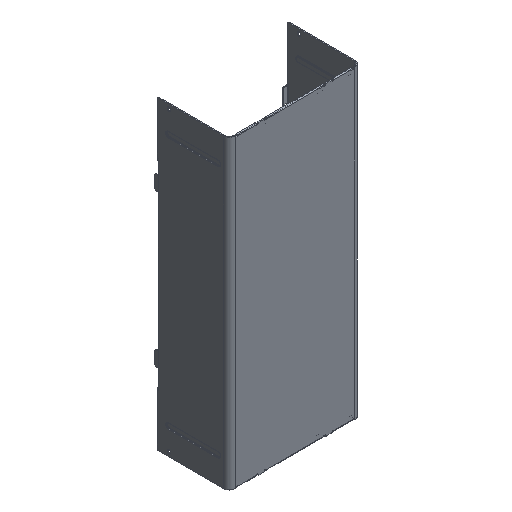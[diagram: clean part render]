
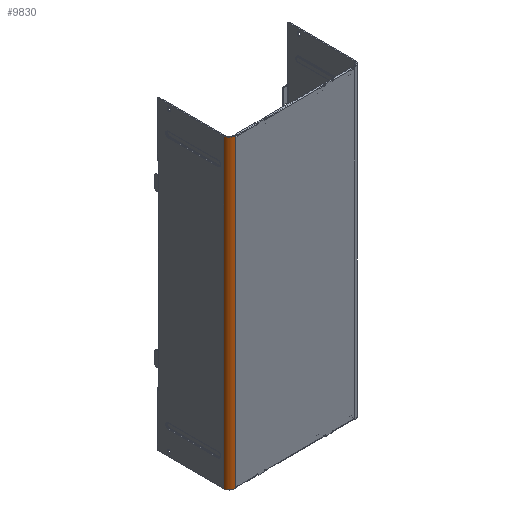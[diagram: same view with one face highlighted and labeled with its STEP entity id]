
A CAD part, isometric view. The second image highlights one B-rep face of the part: STEP entity #9830.
In plain terms, the highlighted cylindrical face has radius 6 mm (diameter 12 mm), a partial arc.
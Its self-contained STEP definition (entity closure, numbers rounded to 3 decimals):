
#2445=CARTESIAN_POINT('',(-62.,-99.,158.066));
#2446=CARTESIAN_POINT('',(-62.074,-99.,158.109));
#2447=CARTESIAN_POINT('',(-62.231,-98.997,
158.175));
#2448=CARTESIAN_POINT('',(-62.407,-98.987,158.2));
#2449=CARTESIAN_POINT('',(-62.5,-98.979,158.2));
#2451=DIRECTION('',(0.,0.,1.));
#2452=VECTOR('',#2451,316.132);
#2453=CARTESIAN_POINT('',(-62.,-99.,-158.066));
#2454=LINE('',#2453,#2452);
#2455=CARTESIAN_POINT('',(-62.5,-98.979,-158.2));
#2456=CARTESIAN_POINT('',(-62.411,-98.987,-158.2));
#2457=CARTESIAN_POINT('',(-62.238,-98.997,
-158.177));
#2458=CARTESIAN_POINT('',(-62.077,-99.,-158.111));
#2459=CARTESIAN_POINT('',(-62.,-99.,-158.066));
#2470=CARTESIAN_POINT('',(-62.,-93.,-158.2));
#2471=DIRECTION('',(0.,0.,-1.));
#2472=DIRECTION('',(-0.083,-0.997,0.));
#2473=AXIS2_PLACEMENT_3D('',#2470,#2471,#2472);
#2604=DIRECTION('',(0.,0.,1.));
#2605=VECTOR('',#2604,316.4);
#2606=CARTESIAN_POINT('',(-68.,-93.,-158.2));
#2607=LINE('',#2606,#2605);
#3859=CARTESIAN_POINT('',(-62.,-93.,158.2));
#3860=DIRECTION('',(0.,0.,-1.));
#3861=DIRECTION('',(-0.083,-0.997,0.));
#3862=AXIS2_PLACEMENT_3D('',#3859,#3860,#3861);
#4387=CARTESIAN_POINT('',(-68.,-93.,-158.2));
#4388=CARTESIAN_POINT('',(-68.,-93.,158.2));
#4389=VERTEX_POINT('',#4387);
#4390=VERTEX_POINT('',#4388);
#5013=CARTESIAN_POINT('',(-62.5,-98.979,-158.2));
#5014=VERTEX_POINT('',#5013);
#5015=VERTEX_POINT('',#2459);
#5188=CARTESIAN_POINT('',(-62.,-99.,158.066));
#5189=VERTEX_POINT('',#5188);
#5190=VERTEX_POINT('',#2449);
#9814=CARTESIAN_POINT('',(-62.,-93.,-158.2));
#9815=DIRECTION('',(0.,0.,1.));
#9816=DIRECTION('',(-1.,0.,0.));
#9817=AXIS2_PLACEMENT_3D('',#9814,#9815,#9816);
#9818=CYLINDRICAL_SURFACE('',#9817,6.);
#9819=ORIENTED_EDGE('',*,*,#9303,.F.);
#9820=ORIENTED_EDGE('',*,*,#8571,.F.);
#9821=ORIENTED_EDGE('',*,*,#9268,.F.);
#9823=ORIENTED_EDGE('',*,*,#9822,.T.);
#9825=ORIENTED_EDGE('',*,*,#9824,.T.);
#9827=ORIENTED_EDGE('',*,*,#9826,.F.);
#9828=EDGE_LOOP('',(#9819,#9820,#9821,#9823,#9825,#9827));
#9829=FACE_OUTER_BOUND('',#9828,.F.);
#9830=ADVANCED_FACE('',(#9829),#9818,.T.);
#2450=B_SPLINE_CURVE_WITH_KNOTS('',3,(#2445,#2446,#2447,#2448,#2449),
.UNSPECIFIED.,.F.,.F.,(4,1,4),(0.,0.5,1.),.UNSPECIFIED.);
#2460=B_SPLINE_CURVE_WITH_KNOTS('',3,(#2455,#2456,#2457,#2458,#2459),
.UNSPECIFIED.,.F.,.F.,(4,1,4),(0.,0.5,1.),.UNSPECIFIED.);
#2474=CIRCLE('',#2473,6.);
#3863=CIRCLE('',#3862,6.);
#8571=EDGE_CURVE('',#5015,#5189,#2454,.T.);
#9268=EDGE_CURVE('',#5014,#5015,#2460,.T.);
#9303=EDGE_CURVE('',#5189,#5190,#2450,.T.);
#9822=EDGE_CURVE('',#5014,#4389,#2474,.T.);
#9824=EDGE_CURVE('',#4389,#4390,#2607,.T.);
#9826=EDGE_CURVE('',#5190,#4390,#3863,.T.);
